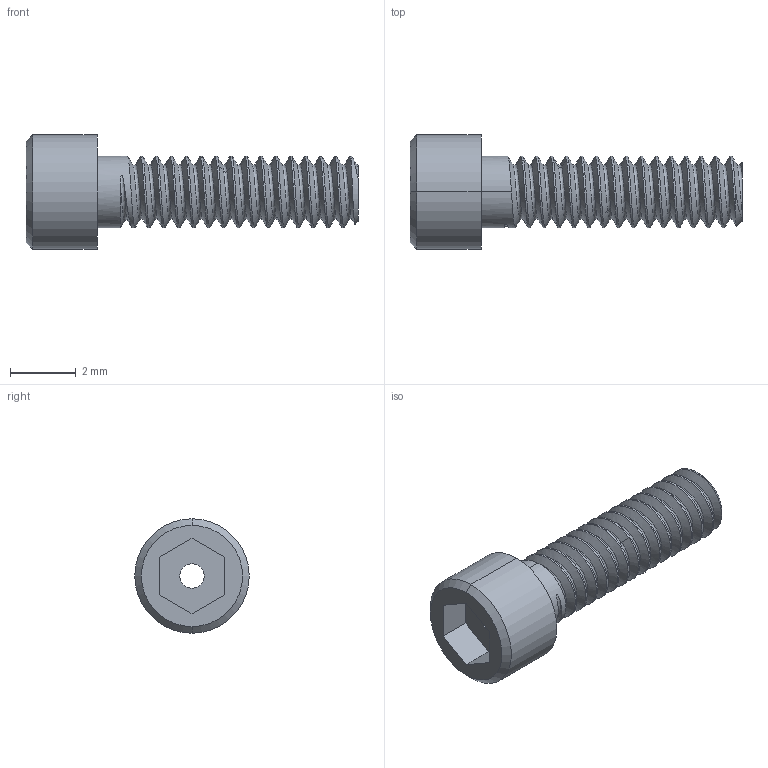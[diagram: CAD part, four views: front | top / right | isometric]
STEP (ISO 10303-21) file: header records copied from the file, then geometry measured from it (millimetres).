
FILE_DESCRIPTION((''),'2;1');
FILE_NAME('001_SOCKET_HEAD_INCH_ASM','2023-10-30T',('SYSTEM'),(''),'PRO/ENGINEER BY PARAMETRIC TECHNOLOGY CORPORATION, 2016360','PRO/ENGINEER BY PARAMETRIC TECHNOLOGY CORPORATION, 2016360','');
FILE_SCHEMA(('AUTOMOTIVE_DESIGN { 1 0 10303 214 1 1 1 1 }'));
Length unit declared in the file: inch
Products named in the file (2): C-U086_AF0; 001_SOCKET_HEAD_INCH_ASM
Assembly tree (1 placements, depth 2):
  001_SOCKET_HEAD_INCH_ASM
    C-U086_AF0
Bounding box: 10.08 x 3.48 x 3.48 mm (x, y, z)
Volume: 36.5 mm3; surface area: 143.7 mm2
Topology: 1 solids, 1 shells, 66 faces, 174 edges, 112 vertices
Faces by surface type: cylinder 35, bspline 18, plane 10, cone 3
Entity records: 6771 total; most frequent: CARTESIAN_POINT 5158, ORIENTED_EDGE 348, DIRECTION 199, EDGE_CURVE 174, VERTEX_POINT 112, COLOUR_RGB 110, B_SPLINE_CURVE_WITH_KNOTS 93, EDGE_LOOP 70
